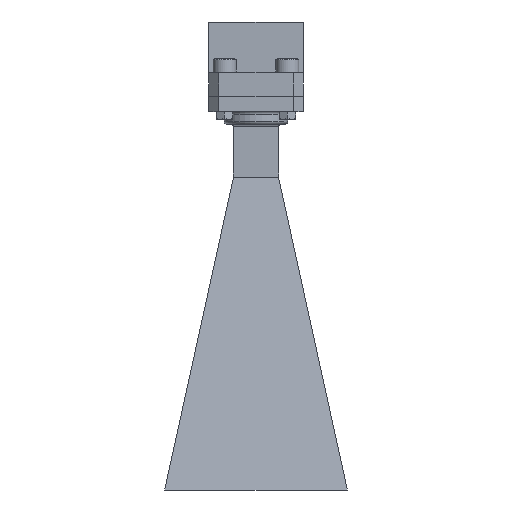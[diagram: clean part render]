
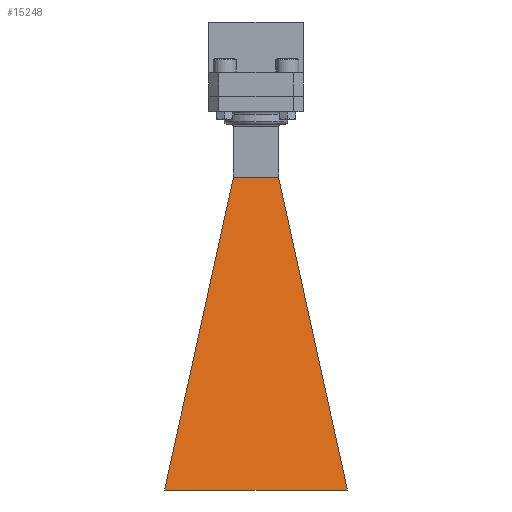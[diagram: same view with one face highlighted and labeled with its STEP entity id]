
A CAD part, front view. The second image highlights one B-rep face of the part: STEP entity #15248.
In plain terms, the highlighted planar face has unit normal (0, -0.985, 0.174).
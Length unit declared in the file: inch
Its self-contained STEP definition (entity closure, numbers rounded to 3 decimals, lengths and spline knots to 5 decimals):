
#518 = DIRECTION ( 'NONE',  ( 1., 0., 0. ) ) ;
#805 = CARTESIAN_POINT ( 'NONE',  ( 0.179, -0.109, -0.63996 ) ) ;
#1687 = LINE ( 'NONE', #17146, #11862 ) ;
#1824 = CARTESIAN_POINT ( 'NONE',  ( -0.05967, -0.109, -0.63996 ) ) ;
#2161 = EDGE_CURVE ( 'NONE', #16119, #5620, #16478, .T. ) ;
#3400 = VECTOR ( 'NONE', #518, 39.37008 ) ;
#4056 = DIRECTION ( 'NONE',  ( 0.211, 0.17, 0.963 ) ) ;
#4256 = CARTESIAN_POINT ( 'NONE',  ( -0.179, -0.109, -0.63996 ) ) ;
#4603 = CARTESIAN_POINT ( 'NONE',  ( -0.179, -0.109, -0.63996 ) ) ;
#4797 = CARTESIAN_POINT ( 'NONE',  ( 0.05967, -0.109, -0.63996 ) ) ;
#5620 = VERTEX_POINT ( 'NONE', #10538 ) ;
#6177 = PLANE ( 'NONE',  #10133 ) ;
#6255 = ORIENTED_EDGE ( 'NONE', *, *, #18423, .F. ) ;
#6851 = B_SPLINE_CURVE_WITH_KNOTS ( 'NONE', 3,
 ( #9104, #4797, #1824, #4603 ),
 .UNSPECIFIED., .F., .F.,
 ( 4, 4 ),
 ( 0., 1. ),
 .UNSPECIFIED. ) ;
#7147 = ORIENTED_EDGE ( 'NONE', *, *, #18262, .T. ) ;
#7374 = DIRECTION ( 'NONE',  ( 0., -0.174, -0.985 ) ) ;
#9104 = CARTESIAN_POINT ( 'NONE',  ( 0.179, -0.109, -0.63996 ) ) ;
#10133 = AXIS2_PLACEMENT_3D ( 'NONE', #13264, #16267, #7374 ) ;
#10257 = VERTEX_POINT ( 'NONE', #805 ) ;
#10538 = CARTESIAN_POINT ( 'NONE',  ( 0.725, -0.5475, -3.125 ) ) ;
#11862 = VECTOR ( 'NONE', #4056, 39.37008 ) ;
#13264 = CARTESIAN_POINT ( 'NONE',  ( 0., 0.00381, -0.00067 ) ) ;
#14212 = DIRECTION ( 'NONE',  ( -0.211, 0.17, 0.963 ) ) ;
#14435 = FACE_OUTER_BOUND ( 'NONE', #16290, .T. ) ;
#15128 = EDGE_CURVE ( 'NONE', #10257, #17757, #6851, .T. ) ;
#15248 = ADVANCED_FACE ( 'NONE', ( #14435 ), #6177, .T. ) ;
#15663 = VECTOR ( 'NONE', #14212, 39.37008 ) ;
#16119 = VERTEX_POINT ( 'NONE', #17092 ) ;
#16267 = DIRECTION ( 'NONE',  ( 0., -0.985, 0.174 ) ) ;
#16290 = EDGE_LOOP ( 'NONE', ( #7147, #18429, #6255, #17272 ) ) ;
#16358 = CARTESIAN_POINT ( 'NONE',  ( -0.725, -0.5475, -3.125 ) ) ;
#16478 = LINE ( 'NONE', #16358, #3400 ) ;
#17022 = LINE ( 'NONE', #18462, #15663 ) ;
#17092 = CARTESIAN_POINT ( 'NONE',  ( -0.725, -0.5475, -3.125 ) ) ;
#17146 = CARTESIAN_POINT ( 'NONE',  ( -0.725, -0.5475, -3.125 ) ) ;
#17272 = ORIENTED_EDGE ( 'NONE', *, *, #2161, .T. ) ;
#17757 = VERTEX_POINT ( 'NONE', #4256 ) ;
#18262 = EDGE_CURVE ( 'NONE', #5620, #10257, #17022, .T. ) ;
#18423 = EDGE_CURVE ( 'NONE', #16119, #17757, #1687, .T. ) ;
#18429 = ORIENTED_EDGE ( 'NONE', *, *, #15128, .T. ) ;
#18462 = CARTESIAN_POINT ( 'NONE',  ( 0.725, -0.5475, -3.125 ) ) ;
